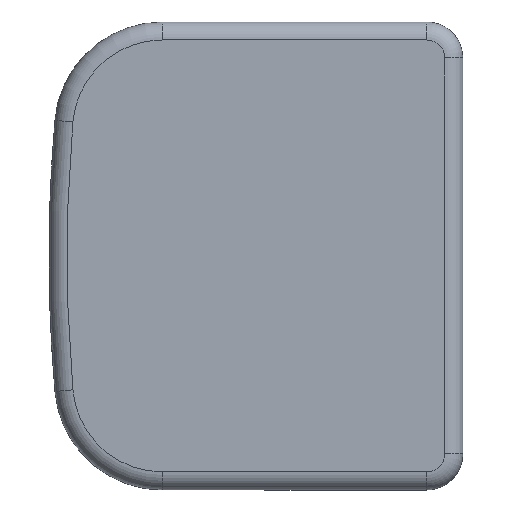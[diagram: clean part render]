
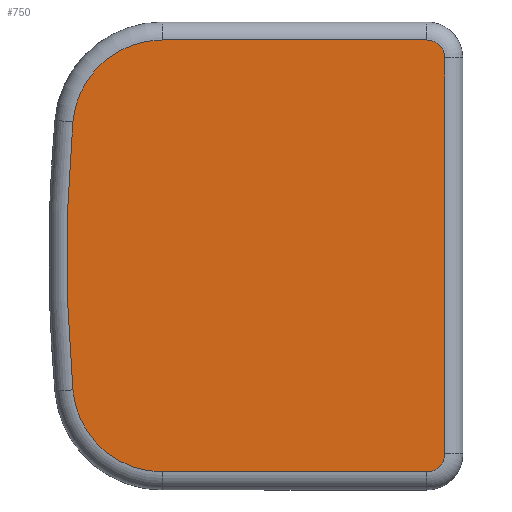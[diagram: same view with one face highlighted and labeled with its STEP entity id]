
A CAD part, top view. The second image highlights one B-rep face of the part: STEP entity #750.
In plain terms, the highlighted planar face has unit normal (0, 0, 1).
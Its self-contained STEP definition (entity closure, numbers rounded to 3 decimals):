
#7 = VERTEX_POINT ( 'NONE', #292 ) ;
#8 = EDGE_LOOP ( 'NONE', ( #42, #39, #41, #43, #1210, #1214, #1218, #1179 ) ) ;
#31 = VERTEX_POINT ( 'NONE', #317 ) ;
#39 = ORIENTED_EDGE ( 'NONE', *, *, #708, .T. ) ;
#41 = ORIENTED_EDGE ( 'NONE', *, *, #484, .T. ) ;
#42 = ORIENTED_EDGE ( 'NONE', *, *, #711, .T. ) ;
#43 = ORIENTED_EDGE ( 'NONE', *, *, #482, .T. ) ;
#62 = VERTEX_POINT ( 'NONE', #304 ) ;
#262 = CIRCLE ( 'NONE', #1462, 1. ) ;
#265 = CIRCLE ( 'NONE', #1456, 1. ) ;
#267 = CIRCLE ( 'NONE', #1459, 5. ) ;
#292 = CARTESIAN_POINT ( 'NONE',  ( -5.689, -12., 7.2 ) ) ;
#304 = CARTESIAN_POINT ( 'NONE',  ( -10.67, -7.443, 7.2 ) ) ;
#317 = CARTESIAN_POINT ( 'NONE',  ( -10.67, 7.443, 7.2 ) ) ;
#482 = EDGE_CURVE ( 'NONE', #617, #618, #262, .T. ) ;
#484 = EDGE_CURVE ( 'NONE', #7, #617, #825, .T. ) ;
#490 = EDGE_CURVE ( 'NONE', #618, #608, #1480, .T. ) ;
#495 = EDGE_CURVE ( 'NONE', #608, #611, #265, .T. ) ;
#496 = EDGE_CURVE ( 'NONE', #611, #695, #1553, .T. ) ;
#501 = EDGE_CURVE ( 'NONE', #695, #31, #267, .T. ) ;
#608 = VERTEX_POINT ( 'NONE', #1233 ) ;
#611 = VERTEX_POINT ( 'NONE', #1236 ) ;
#617 = VERTEX_POINT ( 'NONE', #1241 ) ;
#618 = VERTEX_POINT ( 'NONE', #1242 ) ;
#695 = VERTEX_POINT ( 'NONE', #1267 ) ;
#708 = EDGE_CURVE ( 'NONE', #62, #7, #1388, .T. ) ;
#711 = EDGE_CURVE ( 'NONE', #31, #62, #1406, .T. ) ;
#750 = ADVANCED_FACE ( 'NONE', ( #905 ), #1067, .T. ) ;
#825 = LINE ( 'NONE', #828, #1447 ) ;
#827 = DIRECTION ( 'NONE',  ( 1., 0., 0. ) ) ;
#828 = CARTESIAN_POINT ( 'NONE',  ( -12., -12., 7.2 ) ) ;
#839 = CARTESIAN_POINT ( 'NONE',  ( 9., -11., 7.2 ) ) ;
#845 = DIRECTION ( 'NONE',  ( 0., 0., 1. ) ) ;
#846 = DIRECTION ( 'NONE',  ( 0., -1., 0. ) ) ;
#903 = AXIS2_PLACEMENT_3D ( 'NONE', #1327, #1328, #1329 ) ;
#905 = FACE_OUTER_BOUND ( 'NONE', #8, .T. ) ;
#915 = AXIS2_PLACEMENT_3D ( 'NONE', #1068, #1069, #1070 ) ;
#924 = AXIS2_PLACEMENT_3D ( 'NONE', #1308, #1312, #1313 ) ;
#1067 = PLANE ( 'NONE',  #915 ) ;
#1068 = CARTESIAN_POINT ( 'NONE',  ( -12., 13., 7.2 ) ) ;
#1069 = DIRECTION ( 'NONE',  ( 0., 0., 1. ) ) ;
#1070 = DIRECTION ( 'NONE',  ( 0., -1., 0. ) ) ;
#1179 = ORIENTED_EDGE ( 'NONE', *, *, #501, .T. ) ;
#1210 = ORIENTED_EDGE ( 'NONE', *, *, #490, .T. ) ;
#1214 = ORIENTED_EDGE ( 'NONE', *, *, #495, .T. ) ;
#1218 = ORIENTED_EDGE ( 'NONE', *, *, #496, .T. ) ;
#1233 = CARTESIAN_POINT ( 'NONE',  ( 10., 11., 7.2 ) ) ;
#1236 = CARTESIAN_POINT ( 'NONE',  ( 9., 12., 7.2 ) ) ;
#1241 = CARTESIAN_POINT ( 'NONE',  ( 9., -12., 7.2 ) ) ;
#1242 = CARTESIAN_POINT ( 'NONE',  ( 10., -11., 7.2 ) ) ;
#1267 = CARTESIAN_POINT ( 'NONE',  ( -5.689, 12., 7.2 ) ) ;
#1308 = CARTESIAN_POINT ( 'NONE',  ( -5.689, -7., 7.2 ) ) ;
#1312 = DIRECTION ( 'NONE',  ( 0., 0., 1. ) ) ;
#1313 = DIRECTION ( 'NONE',  ( 0., -1., 0. ) ) ;
#1327 = CARTESIAN_POINT ( 'NONE',  ( 73., 0., 7.2 ) ) ;
#1328 = DIRECTION ( 'NONE',  ( 0., 0., 1. ) ) ;
#1329 = DIRECTION ( 'NONE',  ( 0., -1., 0. ) ) ;
#1388 = CIRCLE ( 'NONE', #924, 5. ) ;
#1406 = CIRCLE ( 'NONE', #903, 84. ) ;
#1436 = VECTOR ( 'NONE', #1551, 1000. ) ;
#1443 = VECTOR ( 'NONE', #1478, 1000. ) ;
#1447 = VECTOR ( 'NONE', #827, 1000. ) ;
#1456 = AXIS2_PLACEMENT_3D ( 'NONE', #1557, #1556, #1555 ) ;
#1459 = AXIS2_PLACEMENT_3D ( 'NONE', #1554, #1541, #1540 ) ;
#1462 = AXIS2_PLACEMENT_3D ( 'NONE', #839, #845, #846 ) ;
#1478 = DIRECTION ( 'NONE',  ( 0., 1., 0. ) ) ;
#1479 = CARTESIAN_POINT ( 'NONE',  ( 10., 11., 7.2 ) ) ;
#1480 = LINE ( 'NONE', #1479, #1443 ) ;
#1540 = DIRECTION ( 'NONE',  ( 0., -1., 0. ) ) ;
#1541 = DIRECTION ( 'NONE',  ( 0., 0., 1. ) ) ;
#1551 = DIRECTION ( 'NONE',  ( -1., 0., 0. ) ) ;
#1552 = CARTESIAN_POINT ( 'NONE',  ( -12., 12., 7.2 ) ) ;
#1553 = LINE ( 'NONE', #1552, #1436 ) ;
#1554 = CARTESIAN_POINT ( 'NONE',  ( -5.689, 7., 7.2 ) ) ;
#1555 = DIRECTION ( 'NONE',  ( 0., -1., 0. ) ) ;
#1556 = DIRECTION ( 'NONE',  ( 0., 0., 1. ) ) ;
#1557 = CARTESIAN_POINT ( 'NONE',  ( 9., 11., 7.2 ) ) ;
